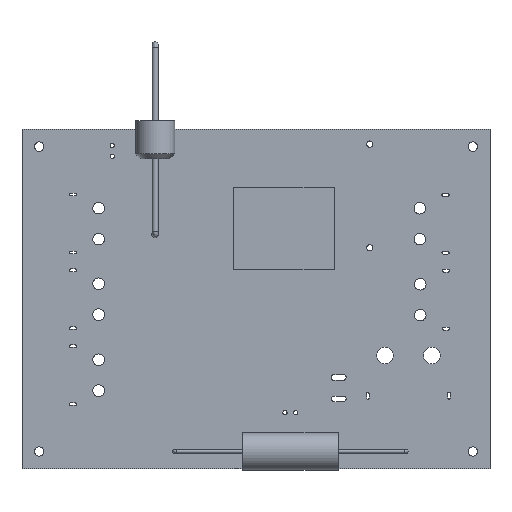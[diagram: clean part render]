
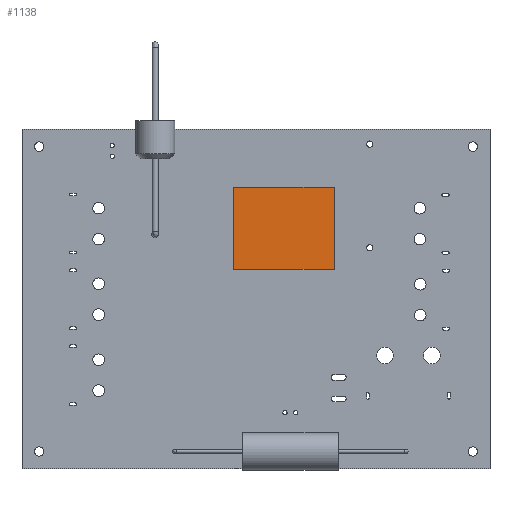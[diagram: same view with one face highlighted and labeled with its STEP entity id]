
A CAD part, top view. The second image highlights one B-rep face of the part: STEP entity #1138.
In plain terms, the highlighted free-form (B-spline) face has degree [1, 1] with [2, 2] control points.
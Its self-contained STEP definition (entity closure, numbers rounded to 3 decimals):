
#860 = VERTEX_POINT('',#861);
#861 = CARTESIAN_POINT('',(-9.55,11.7,9.498));
#867 = B_SPLINE_SURFACE_WITH_KNOTS('',1,1,(
    (#868,#869)
    ,(#870,#871
    )),.UNSPECIFIED.,.F.,.F.,.F.,(2,2),(2,2),(0.,19.1),(-9.398,0.),
  .PIECEWISE_BEZIER_KNOTS.);
#868 = CARTESIAN_POINT('',(-9.55,11.7,9.498));
#869 = CARTESIAN_POINT('',(-9.55,11.7,0.1));
#870 = CARTESIAN_POINT('',(9.55,11.7,9.498));
#871 = CARTESIAN_POINT('',(9.55,11.7,0.1));
#878 = B_SPLINE_SURFACE_WITH_KNOTS('',1,1,(
    (#879,#880)
    ,(#881,#882
    )),.UNSPECIFIED.,.F.,.F.,.F.,(2,2),(2,2),(0.,23.4),(-9.398,0.),
  .PIECEWISE_BEZIER_KNOTS.);
#879 = CARTESIAN_POINT('',(-9.55,-11.7,9.498));
#880 = CARTESIAN_POINT('',(-9.55,-11.7,0.1));
#881 = CARTESIAN_POINT('',(-9.55,11.7,9.498));
#882 = CARTESIAN_POINT('',(-9.55,11.7,0.1));
#889 = EDGE_CURVE('',#860,#890,#892,.T.);
#890 = VERTEX_POINT('',#891);
#891 = CARTESIAN_POINT('',(9.55,11.7,9.498));
#892 = SURFACE_CURVE('',#893,(#896,#902),.PCURVE_S1.);
#893 = B_SPLINE_CURVE_WITH_KNOTS('',1,(#894,#895),.UNSPECIFIED.,.F.,.F.,
  (2,2),(0.,19.1),.PIECEWISE_BEZIER_KNOTS.);
#894 = CARTESIAN_POINT('',(-9.55,11.7,9.498));
#895 = CARTESIAN_POINT('',(9.55,11.7,9.498));
#896 = PCURVE('',#867,#897);
#897 = DEFINITIONAL_REPRESENTATION('',(#898),#901);
#898 = B_SPLINE_CURVE_WITH_KNOTS('',1,(#899,#900),.UNSPECIFIED.,.F.,.F.,
  (2,2),(0.,19.1),.PIECEWISE_BEZIER_KNOTS.);
#899 = CARTESIAN_POINT('',(0.,-9.398));
#900 = CARTESIAN_POINT('',(19.1,-9.398));
#901 = ( GEOMETRIC_REPRESENTATION_CONTEXT(2) 
PARAMETRIC_REPRESENTATION_CONTEXT() REPRESENTATION_CONTEXT('2D SPACE',''
  ) );
#902 = PCURVE('',#903,#908);
#903 = B_SPLINE_SURFACE_WITH_KNOTS('',1,1,(
    (#904,#905)
    ,(#906,#907
    )),.UNSPECIFIED.,.F.,.F.,.F.,(2,2),(2,2),(-9.55,9.55),(-11.7,11.7),
  .PIECEWISE_BEZIER_KNOTS.);
#904 = CARTESIAN_POINT('',(9.55,-11.7,9.498));
#905 = CARTESIAN_POINT('',(9.55,11.7,9.498));
#906 = CARTESIAN_POINT('',(-9.55,-11.7,9.498));
#907 = CARTESIAN_POINT('',(-9.55,11.7,9.498));
#908 = DEFINITIONAL_REPRESENTATION('',(#909),#912);
#909 = B_SPLINE_CURVE_WITH_KNOTS('',1,(#910,#911),.UNSPECIFIED.,.F.,.F.,
  (2,2),(0.,19.1),.PIECEWISE_BEZIER_KNOTS.);
#910 = CARTESIAN_POINT('',(9.55,11.7));
#911 = CARTESIAN_POINT('',(-9.55,11.7));
#912 = ( GEOMETRIC_REPRESENTATION_CONTEXT(2) 
PARAMETRIC_REPRESENTATION_CONTEXT() REPRESENTATION_CONTEXT('2D SPACE',''
  ) );
#928 = B_SPLINE_SURFACE_WITH_KNOTS('',1,1,(
    (#929,#930)
    ,(#931,#932
    )),.UNSPECIFIED.,.F.,.F.,.F.,(2,2),(2,2),(0.,23.4),(-9.398,0.),
  .PIECEWISE_BEZIER_KNOTS.);
#929 = CARTESIAN_POINT('',(9.55,11.7,9.498));
#930 = CARTESIAN_POINT('',(9.55,11.7,0.1));
#931 = CARTESIAN_POINT('',(9.55,-11.7,9.498));
#932 = CARTESIAN_POINT('',(9.55,-11.7,0.1));
#966 = EDGE_CURVE('',#890,#967,#969,.T.);
#967 = VERTEX_POINT('',#968);
#968 = CARTESIAN_POINT('',(9.55,-11.7,9.498));
#969 = SURFACE_CURVE('',#970,(#973,#979),.PCURVE_S1.);
#970 = B_SPLINE_CURVE_WITH_KNOTS('',1,(#971,#972),.UNSPECIFIED.,.F.,.F.,
  (2,2),(0.,23.4),.PIECEWISE_BEZIER_KNOTS.);
#971 = CARTESIAN_POINT('',(9.55,11.7,9.498));
#972 = CARTESIAN_POINT('',(9.55,-11.7,9.498));
#973 = PCURVE('',#928,#974);
#974 = DEFINITIONAL_REPRESENTATION('',(#975),#978);
#975 = B_SPLINE_CURVE_WITH_KNOTS('',1,(#976,#977),.UNSPECIFIED.,.F.,.F.,
  (2,2),(0.,23.4),.PIECEWISE_BEZIER_KNOTS.);
#976 = CARTESIAN_POINT('',(0.,-9.398));
#977 = CARTESIAN_POINT('',(23.4,-9.398));
#978 = ( GEOMETRIC_REPRESENTATION_CONTEXT(2) 
PARAMETRIC_REPRESENTATION_CONTEXT() REPRESENTATION_CONTEXT('2D SPACE',''
  ) );
#979 = PCURVE('',#903,#980);
#980 = DEFINITIONAL_REPRESENTATION('',(#981),#984);
#981 = B_SPLINE_CURVE_WITH_KNOTS('',1,(#982,#983),.UNSPECIFIED.,.F.,.F.,
  (2,2),(0.,23.4),.PIECEWISE_BEZIER_KNOTS.);
#982 = CARTESIAN_POINT('',(-9.55,11.7));
#983 = CARTESIAN_POINT('',(-9.55,-11.7));
#984 = ( GEOMETRIC_REPRESENTATION_CONTEXT(2) 
PARAMETRIC_REPRESENTATION_CONTEXT() REPRESENTATION_CONTEXT('2D SPACE',''
  ) );
#1000 = B_SPLINE_SURFACE_WITH_KNOTS('',1,1,(
    (#1001,#1002)
    ,(#1003,#1004
    )),.UNSPECIFIED.,.F.,.F.,.F.,(2,2),(2,2),(0.,19.1),(-9.398,0.),
  .PIECEWISE_BEZIER_KNOTS.);
#1001 = CARTESIAN_POINT('',(9.55,-11.7,9.498));
#1002 = CARTESIAN_POINT('',(9.55,-11.7,0.1));
#1003 = CARTESIAN_POINT('',(-9.55,-11.7,9.498));
#1004 = CARTESIAN_POINT('',(-9.55,-11.7,0.1));
#1033 = EDGE_CURVE('',#967,#1034,#1036,.T.);
#1034 = VERTEX_POINT('',#1035);
#1035 = CARTESIAN_POINT('',(-9.55,-11.7,9.498));
#1036 = SURFACE_CURVE('',#1037,(#1040,#1046),.PCURVE_S1.);
#1037 = B_SPLINE_CURVE_WITH_KNOTS('',1,(#1038,#1039),.UNSPECIFIED.,.F.,
  .F.,(2,2),(0.,19.1),.PIECEWISE_BEZIER_KNOTS.);
#1038 = CARTESIAN_POINT('',(9.55,-11.7,9.498));
#1039 = CARTESIAN_POINT('',(-9.55,-11.7,9.498));
#1040 = PCURVE('',#1000,#1041);
#1041 = DEFINITIONAL_REPRESENTATION('',(#1042),#1045);
#1042 = B_SPLINE_CURVE_WITH_KNOTS('',1,(#1043,#1044),.UNSPECIFIED.,.F.,
  .F.,(2,2),(0.,19.1),.PIECEWISE_BEZIER_KNOTS.);
#1043 = CARTESIAN_POINT('',(0.,-9.398));
#1044 = CARTESIAN_POINT('',(19.1,-9.398));
#1045 = ( GEOMETRIC_REPRESENTATION_CONTEXT(2) 
PARAMETRIC_REPRESENTATION_CONTEXT() REPRESENTATION_CONTEXT('2D SPACE',''
  ) );
#1046 = PCURVE('',#903,#1047);
#1047 = DEFINITIONAL_REPRESENTATION('',(#1048),#1051);
#1048 = B_SPLINE_CURVE_WITH_KNOTS('',1,(#1049,#1050),.UNSPECIFIED.,.F.,
  .F.,(2,2),(0.,19.1),.PIECEWISE_BEZIER_KNOTS.);
#1049 = CARTESIAN_POINT('',(-9.55,-11.7));
#1050 = CARTESIAN_POINT('',(9.55,-11.7));
#1051 = ( GEOMETRIC_REPRESENTATION_CONTEXT(2) 
PARAMETRIC_REPRESENTATION_CONTEXT() REPRESENTATION_CONTEXT('2D SPACE',''
  ) );
#1095 = EDGE_CURVE('',#1034,#860,#1096,.T.);
#1096 = SURFACE_CURVE('',#1097,(#1100,#1106),.PCURVE_S1.);
#1097 = B_SPLINE_CURVE_WITH_KNOTS('',1,(#1098,#1099),.UNSPECIFIED.,.F.,
  .F.,(2,2),(0.,23.4),.PIECEWISE_BEZIER_KNOTS.);
#1098 = CARTESIAN_POINT('',(-9.55,-11.7,9.498));
#1099 = CARTESIAN_POINT('',(-9.55,11.7,9.498));
#1100 = PCURVE('',#878,#1101);
#1101 = DEFINITIONAL_REPRESENTATION('',(#1102),#1105);
#1102 = B_SPLINE_CURVE_WITH_KNOTS('',1,(#1103,#1104),.UNSPECIFIED.,.F.,
  .F.,(2,2),(0.,23.4),.PIECEWISE_BEZIER_KNOTS.);
#1103 = CARTESIAN_POINT('',(0.,-9.398));
#1104 = CARTESIAN_POINT('',(23.4,-9.398));
#1105 = ( GEOMETRIC_REPRESENTATION_CONTEXT(2) 
PARAMETRIC_REPRESENTATION_CONTEXT() REPRESENTATION_CONTEXT('2D SPACE',''
  ) );
#1106 = PCURVE('',#903,#1107);
#1107 = DEFINITIONAL_REPRESENTATION('',(#1108),#1111);
#1108 = B_SPLINE_CURVE_WITH_KNOTS('',1,(#1109,#1110),.UNSPECIFIED.,.F.,
  .F.,(2,2),(0.,23.4),.PIECEWISE_BEZIER_KNOTS.);
#1109 = CARTESIAN_POINT('',(9.55,-11.7));
#1110 = CARTESIAN_POINT('',(9.55,11.7));
#1111 = ( GEOMETRIC_REPRESENTATION_CONTEXT(2) 
PARAMETRIC_REPRESENTATION_CONTEXT() REPRESENTATION_CONTEXT('2D SPACE',''
  ) );
#1138 = ADVANCED_FACE('',(#1139),#903,.F.);
#1139 = FACE_BOUND('',#1140,.F.);
#1140 = EDGE_LOOP('',(#1141,#1142,#1143,#1144));
#1141 = ORIENTED_EDGE('',*,*,#889,.T.);
#1142 = ORIENTED_EDGE('',*,*,#966,.T.);
#1143 = ORIENTED_EDGE('',*,*,#1033,.T.);
#1144 = ORIENTED_EDGE('',*,*,#1095,.T.);
